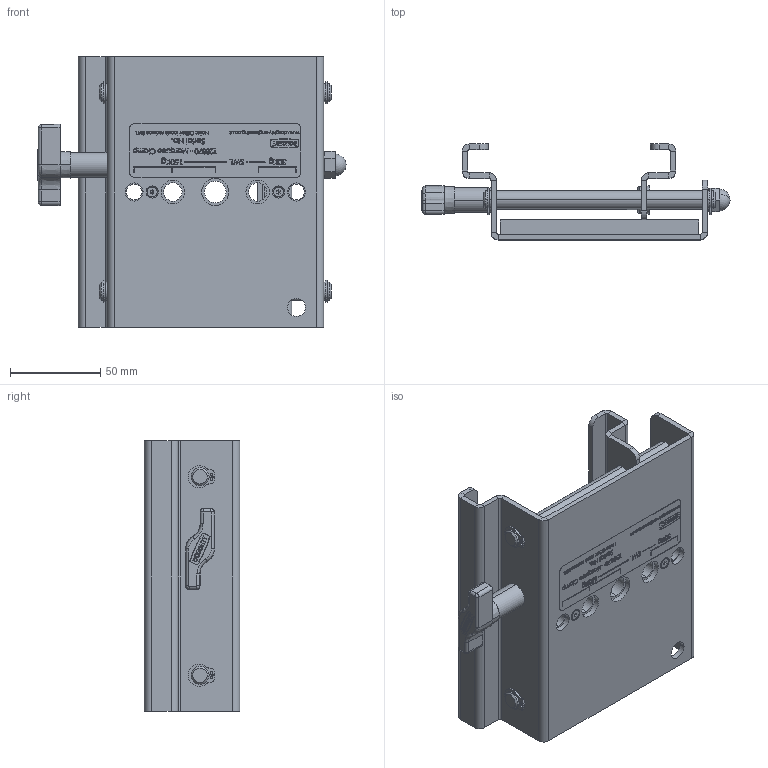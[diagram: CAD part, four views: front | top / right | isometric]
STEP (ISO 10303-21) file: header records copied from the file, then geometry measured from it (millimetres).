
FILE_DESCRIPTION (( 'STEP AP203' ), '1' );
FILE_NAME ('T28870.STEP', '2018-07-19T10:18:16', ( '' ), ( '' ), 'SwSTEP 2.0', 'SolidWorks 2016', '' );
FILE_SCHEMA (( 'CONFIG_CONTROL_DESIGN' ));
Length unit declared in the file: millimetre
Products named in the file (12): F3002; TH765; TH763; TH740; TH741; F2946_3mm Grip; Socket Countersunk Head Screw_Doughty Fastners_ISO 10642 - M3 x 10 --- 10S; Doughty Knob_S3435; TH744; external circlip_doughty fastners - stainless_BS 3673-4 - S010M; TH743; T28870
Assembly tree (16 placements, depth 3):
  T28870
    Doughty Knob_S3435
    F3002
    Socket Countersunk Head Screw_Doughty Fastners_ISO 10642 - M3 x 10 --- 10S  x2
    external circlip_doughty fastners - stainless_BS 3673-4 - S010M  x4
    TH740
    TH763  x2
    TH741
    TH744
      TH743
      F2946_3mm Grip
    TH765
Bounding box: 170.8 x 53.1 x 150 mm (x, y, z)
Volume: 178175.8 mm3; surface area: 119625.4 mm2
Topology: 15 solids, 15 shells, 2036 faces, 5305 edges, 3473 vertices
Faces by surface type: plane 917, bspline 617, cylinder 326, cone 158, torus 16, sphere 2
Entity records: 87701 total; most frequent: CARTESIAN_POINT 44722, ORIENTED_EDGE 9578, DIRECTION 6665, EDGE_CURVE 4789, VERTEX_POINT 3148, VECTOR 2923, LINE 2923, EDGE_LOOP 2065
